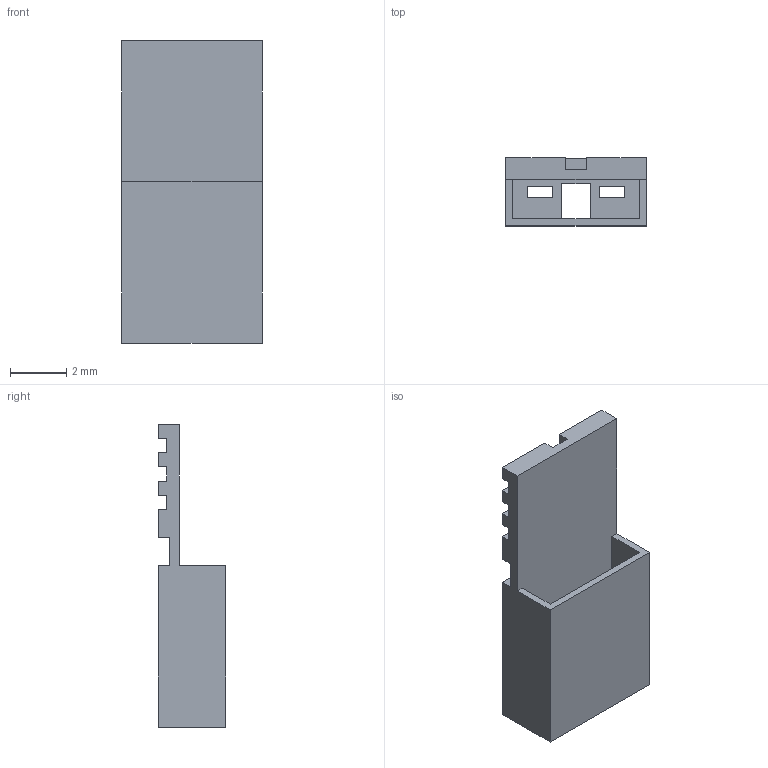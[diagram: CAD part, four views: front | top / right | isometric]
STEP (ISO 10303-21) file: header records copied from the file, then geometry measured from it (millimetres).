
FILE_DESCRIPTION (( 'STEP AP203' ), '1' );
FILE_NAME ('1315-Z1P-A.STEP', '2013-10-08T13:39:12', ( 'The M瞁潎in' ), ( '' ), 'SwSTEP 2.0', 'SolidWorks 2013', '' );
FILE_SCHEMA (( 'CONFIG_CONTROL_DESIGN' ));
Length unit declared in the file: millimetre
Products named in the file (1): 1315-Z1P-A
Bounding box: 5 x 2.4 x 10.75 mm (x, y, z)
Volume: 43.1 mm3; surface area: 249.8 mm2
Topology: 1 solids, 1 shells, 73 faces, 202 edges, 132 vertices
Faces by surface type: plane 73
Entity records: 2361 total; most frequent: CARTESIAN_POINT 408, ORIENTED_EDGE 404, DIRECTION 350, EDGE_CURVE 202, VECTOR 202, LINE 202, VERTEX_POINT 132, EDGE_LOOP 80
